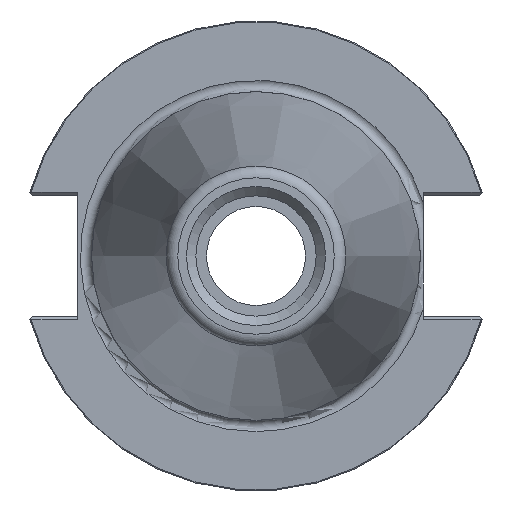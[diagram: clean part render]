
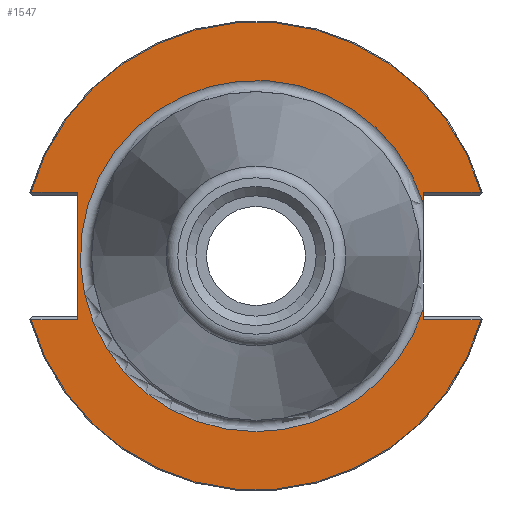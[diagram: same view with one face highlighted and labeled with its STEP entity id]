
A CAD part, left-side view. The second image highlights one B-rep face of the part: STEP entity #1547.
In plain terms, the highlighted planar face has unit normal (-1, 0, 0).
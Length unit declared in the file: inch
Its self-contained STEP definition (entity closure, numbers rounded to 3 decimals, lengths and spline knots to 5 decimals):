
#105=PLANE('',#1677);
#168=FACE_OUTER_BOUND('',#259,.T.);
#259=EDGE_LOOP('',(#1100,#1101,#1102,#1103,#1104,#1105,#1106,#1107,#1108,
#1109,#1110));
#351=LINE('',#2265,#465);
#352=LINE('',#2287,#466);
#359=LINE('',#2339,#473);
#361=LINE('',#2343,#475);
#362=LINE('',#2345,#476);
#363=LINE('',#2347,#477);
#364=LINE('',#2350,#478);
#465=VECTOR('',#1879,0.0526);
#466=VECTOR('',#1880,0.0526);
#473=VECTOR('',#1899,0.30821);
#475=VECTOR('',#1903,0.24821);
#476=VECTOR('',#1904,0.67625);
#477=VECTOR('',#1905,0.24821);
#478=VECTOR('',#1908,0.30821);
#582=CIRCLE('',#1672,1.245);
#584=CIRCLE('',#1678,1.245);
#585=CIRCLE('',#1679,0.93468);
#586=CIRCLE('',#1680,0.93468);
#650=VERTEX_POINT('',#2262);
#651=VERTEX_POINT('',#2264);
#652=VERTEX_POINT('',#2266);
#653=VERTEX_POINT('',#2286);
#657=VERTEX_POINT('',#2295);
#658=VERTEX_POINT('',#2304);
#665=VERTEX_POINT('',#2342);
#666=VERTEX_POINT('',#2344);
#667=VERTEX_POINT('',#2346);
#668=VERTEX_POINT('',#2348);
#669=VERTEX_POINT('',#2351);
#812=EDGE_CURVE('',#651,#650,#351,.T.);
#814=EDGE_CURVE('',#653,#652,#352,.T.);
#819=EDGE_CURVE('',#657,#658,#582,.T.);
#828=EDGE_CURVE('',#650,#658,#359,.T.);
#830=EDGE_CURVE('',#665,#657,#361,.T.);
#831=EDGE_CURVE('',#666,#665,#362,.T.);
#832=EDGE_CURVE('',#667,#666,#363,.T.);
#833=EDGE_CURVE('',#668,#667,#584,.T.);
#834=EDGE_CURVE('',#668,#653,#364,.T.);
#835=EDGE_CURVE('',#652,#669,#585,.T.);
#836=EDGE_CURVE('',#669,#651,#586,.T.);
#1100=ORIENTED_EDGE('',*,*,#819,.F.);
#1101=ORIENTED_EDGE('',*,*,#830,.F.);
#1102=ORIENTED_EDGE('',*,*,#831,.F.);
#1103=ORIENTED_EDGE('',*,*,#832,.F.);
#1104=ORIENTED_EDGE('',*,*,#833,.F.);
#1105=ORIENTED_EDGE('',*,*,#834,.T.);
#1106=ORIENTED_EDGE('',*,*,#814,.T.);
#1107=ORIENTED_EDGE('',*,*,#835,.T.);
#1108=ORIENTED_EDGE('',*,*,#836,.T.);
#1109=ORIENTED_EDGE('',*,*,#812,.T.);
#1110=ORIENTED_EDGE('',*,*,#828,.T.);
#1547=ADVANCED_FACE('',(#168),#105,.T.);
#1672=AXIS2_PLACEMENT_3D('',#2305,#1886,#1887);
#1677=AXIS2_PLACEMENT_3D('',#2341,#1901,#1902);
#1678=AXIS2_PLACEMENT_3D('',#2349,#1906,#1907);
#1679=AXIS2_PLACEMENT_3D('',#2352,#1909,#1910);
#1680=AXIS2_PLACEMENT_3D('',#2353,#1911,#1912);
#1879=DIRECTION('',(0.,0.,1.));
#1880=DIRECTION('',(0.,0.,1.));
#1886=DIRECTION('center_axis',(1.,0.,0.));
#1887=DIRECTION('ref_axis',(0.,0.,
1.));
#1899=DIRECTION('',(0.,-1.,0.));
#1901=DIRECTION('center_axis',(-1.,0.,0.));
#1902=DIRECTION('ref_axis',(0.,0.,1.));
#1903=DIRECTION('',(0.,1.,0.));
#1904=DIRECTION('',(0.,0.,1.));
#1905=DIRECTION('',(0.,-1.,0.));
#1906=DIRECTION('center_axis',(1.,0.,0.));
#1907=DIRECTION('ref_axis',(0.,0.,
-1.));
#1908=DIRECTION('',(0.,1.,0.));
#1909=DIRECTION('center_axis',(1.,0.,0.));
#1910=DIRECTION('ref_axis',(0.,0.,1.));
#1911=DIRECTION('center_axis',(1.,0.,0.));
#1912=DIRECTION('ref_axis',(0.,0.,1.));
#2262=CARTESIAN_POINT('',(0.03937,-0.89,0.33813));
#2264=CARTESIAN_POINT('',(0.03937,-0.89,0.28553));
#2265=CARTESIAN_POINT('',(0.03937,-0.89,0.));
#2266=CARTESIAN_POINT('',(0.03937,-0.89,-0.28553));
#2286=CARTESIAN_POINT('',(0.03937,-0.89,-0.33813));
#2287=CARTESIAN_POINT('',(0.03937,-0.89,0.));
#2295=CARTESIAN_POINT('',(0.03937,1.19821,0.33813));
#2304=CARTESIAN_POINT('',(0.03937,-1.19821,0.33813));
#2305=CARTESIAN_POINT('Origin',(0.03937,0.,
0.));
#2339=CARTESIAN_POINT('',(0.03937,-0.9025,0.33813));
#2341=CARTESIAN_POINT('Origin',(0.03937,-0.875,0.));
#2342=CARTESIAN_POINT('',(0.03937,0.95,0.33813));
#2343=CARTESIAN_POINT('',(0.03937,0.0275,0.33813));
#2344=CARTESIAN_POINT('',(0.03937,0.95,-0.33812));
#2345=CARTESIAN_POINT('',(0.03937,0.95,-0.33812));
#2346=CARTESIAN_POINT('',(0.03937,1.19821,-0.33813));
#2347=CARTESIAN_POINT('',(0.03937,0.2775,-0.33813));
#2348=CARTESIAN_POINT('',(0.03937,-1.19821,-0.33813));
#2349=CARTESIAN_POINT('Origin',(0.03937,0.,
0.));
#2350=CARTESIAN_POINT('',(0.03937,-0.9025,-0.33813));
#2351=CARTESIAN_POINT('',(0.03937,0.,-0.93468));
#2352=CARTESIAN_POINT('Origin',(0.03937,0.,
0.));
#2353=CARTESIAN_POINT('Origin',(0.03937,0.,
0.));
